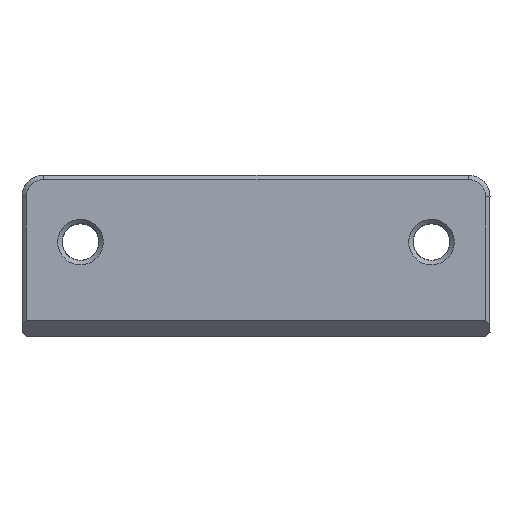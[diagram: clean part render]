
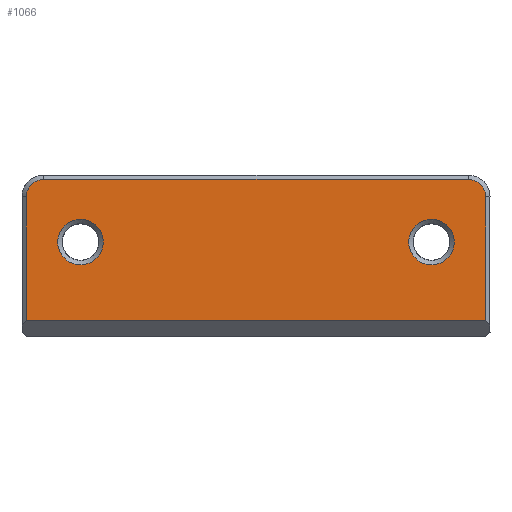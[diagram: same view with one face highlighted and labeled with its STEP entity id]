
A CAD part, front view. The second image highlights one B-rep face of the part: STEP entity #1066.
In plain terms, the highlighted planar face has unit normal (0, -1, 0).
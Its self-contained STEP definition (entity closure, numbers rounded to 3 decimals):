
#66=FACE_BOUND('',#198,.T.);
#67=FACE_BOUND('',#199,.T.);
#75=CIRCLE('',#1144,1.6);
#76=CIRCLE('',#1145,1.6);
#113=PLANE('',#1143);
#133=FACE_OUTER_BOUND('',#197,.T.);
#197=EDGE_LOOP('',(#737,#738,#739,#740,#741,#742));
#198=EDGE_LOOP('',(#743));
#199=EDGE_LOOP('',(#744));
#270=B_SPLINE_CURVE_WITH_KNOTS('',3,(#1592,#1593,#1594,#1595,#1596,#1597,
#1598,#1599,#1600,#1601),.UNSPECIFIED.,.T.,.F.,(4,1,1,1,1,1,1,4),(-3.142,
-2.244,-1.346,-0.449,0.449,
1.346,2.244,3.142),.UNSPECIFIED.);
#271=B_SPLINE_CURVE_WITH_KNOTS('',3,(#1616,#1617,#1618,#1619,#1620,#1621,
#1622,#1623,#1624,#1625),.UNSPECIFIED.,.T.,.F.,(4,1,1,1,1,1,1,4),(-3.142,
-2.244,-1.346,-0.449,0.449,
1.346,2.244,3.142),.UNSPECIFIED.);
#311=LINE('',#1605,#389);
#312=LINE('',#1607,#390);
#313=LINE('',#1611,#391);
#314=LINE('',#1614,#392);
#389=VECTOR('',#1253,10.);
#390=VECTOR('',#1254,10.);
#391=VECTOR('',#1257,10.);
#392=VECTOR('',#1260,10.);
#466=VERTEX_POINT('',#1579);
#468=VERTEX_POINT('',#1603);
#469=VERTEX_POINT('',#1604);
#470=VERTEX_POINT('',#1606);
#471=VERTEX_POINT('',#1608);
#472=VERTEX_POINT('',#1610);
#473=VERTEX_POINT('',#1612);
#474=VERTEX_POINT('',#1615);
#570=EDGE_CURVE('',#466,#466,#270,.T.);
#571=EDGE_CURVE('',#468,#469,#311,.T.);
#572=EDGE_CURVE('',#470,#468,#312,.T.);
#573=EDGE_CURVE('',#470,#471,#75,.T.);
#574=EDGE_CURVE('',#471,#472,#313,.T.);
#575=EDGE_CURVE('',#472,#473,#76,.T.);
#576=EDGE_CURVE('',#473,#469,#314,.T.);
#577=EDGE_CURVE('',#474,#474,#271,.T.);
#737=ORIENTED_EDGE('',*,*,#571,.F.);
#738=ORIENTED_EDGE('',*,*,#572,.F.);
#739=ORIENTED_EDGE('',*,*,#573,.T.);
#740=ORIENTED_EDGE('',*,*,#574,.T.);
#741=ORIENTED_EDGE('',*,*,#575,.T.);
#742=ORIENTED_EDGE('',*,*,#576,.T.);
#743=ORIENTED_EDGE('',*,*,#577,.F.);
#744=ORIENTED_EDGE('',*,*,#570,.F.);
#1066=ADVANCED_FACE('',(#133,#66,#67),#113,.T.);
#1143=AXIS2_PLACEMENT_3D('',#1602,#1251,#1252);
#1144=AXIS2_PLACEMENT_3D('',#1609,#1255,#1256);
#1145=AXIS2_PLACEMENT_3D('',#1613,#1258,#1259);
#1251=DIRECTION('center_axis',(0.,-1.,0.));
#1252=DIRECTION('ref_axis',(0.,0.,-1.));
#1253=DIRECTION('',(-1.,0.,0.));
#1254=DIRECTION('',(0.,0.,-1.));
#1255=DIRECTION('center_axis',(0.,-1.,0.));
#1256=DIRECTION('ref_axis',(0.704,0.,0.71));
#1257=DIRECTION('',(-1.,0.,0.));
#1258=DIRECTION('center_axis',(0.,-1.,0.));
#1259=DIRECTION('ref_axis',(0.698,0.,-0.716));
#1260=DIRECTION('',(0.,0.,-1.));
#1579=CARTESIAN_POINT('',(138.299,140.502,8.105));
#1592=CARTESIAN_POINT('Ctrl Pts',(138.299,140.502,8.105));
#1593=CARTESIAN_POINT('Ctrl Pts',(138.492,140.502,8.703));
#1594=CARTESIAN_POINT('Ctrl Pts',(138.301,140.502,10.075));
#1595=CARTESIAN_POINT('Ctrl Pts',(136.509,140.502,11.147));
#1596=CARTESIAN_POINT('Ctrl Pts',(134.562,140.502,10.401));
#1597=CARTESIAN_POINT('Ctrl Pts',(133.917,140.502,8.419));
#1598=CARTESIAN_POINT('Ctrl Pts',(135.076,140.502,6.684));
#1599=CARTESIAN_POINT('Ctrl Pts',(137.15,140.502,6.499));
#1600=CARTESIAN_POINT('Ctrl Pts',(138.107,140.502,7.507));
#1601=CARTESIAN_POINT('Ctrl Pts',(138.299,140.502,8.105));
#1602=CARTESIAN_POINT('Origin',(152.456,140.502,9.524));
#1603=CARTESIAN_POINT('',(173.7,140.502,1.5));
#1604=CARTESIAN_POINT('',(131.3,140.502,1.5));
#1605=CARTESIAN_POINT('',(152.478,140.502,1.5));
#1606=CARTESIAN_POINT('',(173.7,140.502,12.927));
#1607=CARTESIAN_POINT('',(173.7,140.502,8.319));
#1608=CARTESIAN_POINT('',(172.1,140.502,14.527));
#1609=CARTESIAN_POINT('Origin',(172.1,140.502,12.927));
#1610=CARTESIAN_POINT('',(132.9,140.502,14.527));
#1611=CARTESIAN_POINT('',(152.478,140.502,14.527));
#1612=CARTESIAN_POINT('',(131.3,140.502,12.927));
#1613=CARTESIAN_POINT('Origin',(132.9,140.502,12.927));
#1614=CARTESIAN_POINT('',(131.3,140.502,8.319));
#1615=CARTESIAN_POINT('',(170.699,140.502,8.108));
#1616=CARTESIAN_POINT('Ctrl Pts',(170.699,140.502,8.108));
#1617=CARTESIAN_POINT('Ctrl Pts',(170.891,140.502,8.707));
#1618=CARTESIAN_POINT('Ctrl Pts',(170.698,140.502,10.078));
#1619=CARTESIAN_POINT('Ctrl Pts',(168.905,140.502,11.147));
#1620=CARTESIAN_POINT('Ctrl Pts',(166.958,140.502,10.399));
#1621=CARTESIAN_POINT('Ctrl Pts',(166.316,140.502,8.416));
#1622=CARTESIAN_POINT('Ctrl Pts',(167.478,140.502,6.683));
#1623=CARTESIAN_POINT('Ctrl Pts',(169.553,140.502,6.501));
#1624=CARTESIAN_POINT('Ctrl Pts',(170.508,140.502,7.51));
#1625=CARTESIAN_POINT('Ctrl Pts',(170.699,140.502,8.108));
